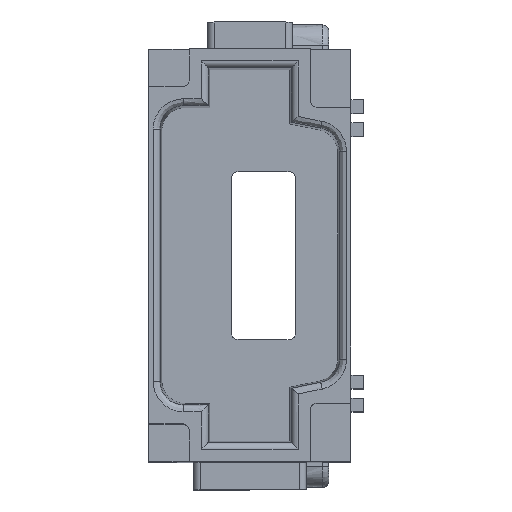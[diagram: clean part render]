
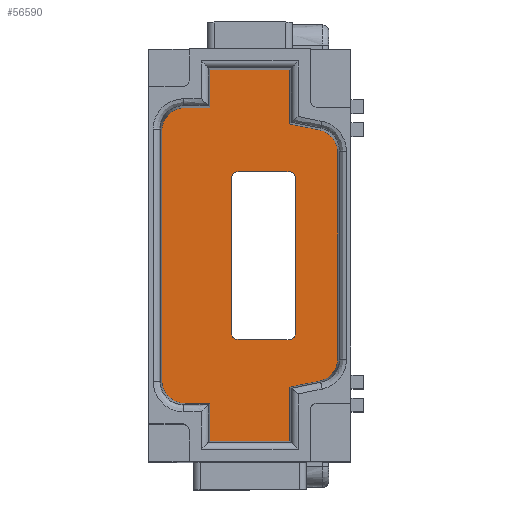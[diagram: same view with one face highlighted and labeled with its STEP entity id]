
A CAD part, top view. The second image highlights one B-rep face of the part: STEP entity #56590.
In plain terms, the highlighted face is planar.
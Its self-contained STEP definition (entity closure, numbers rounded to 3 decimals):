
#60=CARTESIAN_POINT('',(51.548,58.257,
-11.4));
#70=DIRECTION('',(0.,1.,0.));
#80=DIRECTION('',(0.,0.,1.));
#90=AXIS2_PLACEMENT_3D('',#60,#70,#80);
#100=CIRCLE('',#90,0.5);
#110=CARTESIAN_POINT('',(51.548,58.257,
-10.9));
#120=VERTEX_POINT('',#110);
#130=CARTESIAN_POINT('',(52.048,58.257,
-11.4));
#140=VERTEX_POINT('',#130);
#150=EDGE_CURVE('',#120,#140,#100,.T.);
#12520=CARTESIAN_POINT('',(52.048,58.257,
-22.6));
#12530=VERTEX_POINT('',#12520);
#12560=CARTESIAN_POINT('',(51.548,58.257,
-22.6));
#12570=DIRECTION('',(0.,-1.,0.));
#12580=DIRECTION('',(-0.,0.,-1.));
#12590=AXIS2_PLACEMENT_3D('',#12560,#12570,#12580);
#12600=CIRCLE('',#12590,0.5);
#12610=CARTESIAN_POINT('',(51.548,58.257,
-23.1));
#12620=VERTEX_POINT('',#12610);
#12630=EDGE_CURVE('',#12620,#12530,#12600,.T.);
#18970=CARTESIAN_POINT('',(42.298,58.257,-26.05)
);
#18980=VERTEX_POINT('',#18970);
#19010=CARTESIAN_POINT('',(43.998,58.257,
-26.05));
#19020=DIRECTION('',(0.,1.,0.));
#19030=DIRECTION('',(-0.707,0.,
-0.707));
#19040=AXIS2_PLACEMENT_3D('',#19010,#19020,#19030);
#19050=ELLIPSE('',#19040,1.7,1.7);
#19060=CARTESIAN_POINT('',(43.998,58.257,
-27.75));
#19070=VERTEX_POINT('',#19060);
#19080=EDGE_CURVE('',#19070,#18980,#19050,.T.);
#38270=CARTESIAN_POINT('',(43.998,58.257,
-6.25));
#38280=VERTEX_POINT('',#38270);
#38310=CARTESIAN_POINT('',(43.998,58.257,
-7.95));
#38320=DIRECTION('',(0.,1.,0.));
#38330=DIRECTION('',(-0.707,0.,
0.707));
#38340=AXIS2_PLACEMENT_3D('',#38310,#38320,#38330);
#38350=ELLIPSE('',#38340,1.7,1.7);
#38360=CARTESIAN_POINT('',(42.298,58.257,-7.95)
);
#38370=VERTEX_POINT('',#38360);
#38380=EDGE_CURVE('',#38370,#38280,#38350,.T.);
#50450=CARTESIAN_POINT('',(53.737,58.257,
-26.135));
#50460=VERTEX_POINT('',#50450);
#50510=CARTESIAN_POINT('',(53.398,58.257,
-24.469));
#50520=DIRECTION('',(0.,1.,0.));
#50530=DIRECTION('',(-0.774,0.,
0.633));
#50540=AXIS2_PLACEMENT_3D('',#50510,#50520,#50530);
#50550=ELLIPSE('',#50540,1.7,1.7);
#50560=CARTESIAN_POINT('',(55.098,58.257,-24.469)
);
#50570=VERTEX_POINT('',#50560);
#50580=EDGE_CURVE('',#50570,#50460,#50550,.T.);
#55040=CARTESIAN_POINT('',(48.698,58.257,
-17.));
#55050=DIRECTION('',(0.,1.,0.));
#55060=DIRECTION('',(-1.,0.,0.));
#55070=AXIS2_PLACEMENT_3D('',#55040,#55050,#55060);
#55080=PLANE('',#55070);
#55090=CARTESIAN_POINT('',(47.848,58.257,
-22.6));
#55100=DIRECTION('',(0.,1.,0.));
#55110=DIRECTION('',(0.,0.,1.));
#55120=AXIS2_PLACEMENT_3D('',#55090,#55100,#55110);
#55130=CIRCLE('',#55120,0.5);
#55140=CARTESIAN_POINT('',(47.848,58.257,
-23.1));
#55150=VERTEX_POINT('',#55140);
#55160=CARTESIAN_POINT('',(47.348,58.257,
-22.6));
#55170=VERTEX_POINT('',#55160);
#55180=EDGE_CURVE('',#55150,#55170,#55130,.T.);
#55190=ORIENTED_EDGE('',*,*,#55180,.T.);
#55200=CARTESIAN_POINT('',(27.154,58.257,
-23.1));
#55210=DIRECTION('',(-1.,0.,0.));
#55220=VECTOR('',#55210,1.);
#55230=LINE('',#55200,#55220);
#55240=EDGE_CURVE('',#12620,#55150,#55230,.T.);
#55250=ORIENTED_EDGE('',*,*,#55240,.T.);
#55260=ORIENTED_EDGE('',*,*,#12630,.F.);
#55270=CARTESIAN_POINT('',(52.048,58.257,
-4.559));
#55280=DIRECTION('',(0.,0.,-1.));
#55290=VECTOR('',#55280,1.);
#55300=LINE('',#55270,#55290);
#55310=EDGE_CURVE('',#140,#12530,#55300,.T.);
#55320=ORIENTED_EDGE('',*,*,#55310,.T.);
#55330=ORIENTED_EDGE('',*,*,#150,.T.);
#55340=CARTESIAN_POINT('',(27.154,58.257,
-10.9));
#55350=DIRECTION('',(1.,0.,0.));
#55360=VECTOR('',#55350,1.);
#55370=LINE('',#55340,#55360);
#55380=CARTESIAN_POINT('',(47.848,58.257,
-10.9));
#55390=VERTEX_POINT('',#55380);
#55400=EDGE_CURVE('',#55390,#120,#55370,.T.);
#55410=ORIENTED_EDGE('',*,*,#55400,.T.);
#55420=CARTESIAN_POINT('',(47.848,58.257,
-11.4));
#55430=DIRECTION('',(0.,-1.,0.));
#55440=DIRECTION('',(-0.,0.,-1.));
#55450=AXIS2_PLACEMENT_3D('',#55420,#55430,#55440);
#55460=CIRCLE('',#55450,0.5);
#55470=CARTESIAN_POINT('',(47.348,58.257,
-11.4));
#55480=VERTEX_POINT('',#55470);
#55490=EDGE_CURVE('',#55390,#55480,#55460,.T.);
#55500=ORIENTED_EDGE('',*,*,#55490,.F.);
#55510=CARTESIAN_POINT('',(47.348,58.257,
-4.559));
#55520=DIRECTION('',(0.,0.,1.));
#55530=VECTOR('',#55520,1.);
#55540=LINE('',#55510,#55530);
#55550=EDGE_CURVE('',#55170,#55480,#55540,.T.);
#55560=ORIENTED_EDGE('',*,*,#55550,.T.);
#55570=EDGE_LOOP('',(#55560,#55500,#55410,#55330,#55320,#55260,#55250,
#55190));
#55580=FACE_BOUND('',#55570,.T.);
#55590=CARTESIAN_POINT('',(51.598,58.257,-4.559)
);
#55600=DIRECTION('',(0.,0.,1.));
#55610=VECTOR('',#55600,1.);
#55620=LINE('',#55590,#55610);
#55630=CARTESIAN_POINT('',(51.598,58.257,-30.5)
);
#55640=VERTEX_POINT('',#55630);
#55650=CARTESIAN_POINT('',(51.598,58.257,-26.57)
);
#55660=VERTEX_POINT('',#55650);
#55670=EDGE_CURVE('',#55640,#55660,#55620,.T.);
#55680=ORIENTED_EDGE('',*,*,#55670,.T.);
#55690=CARTESIAN_POINT('',(27.154,58.257,
-30.5));
#55700=DIRECTION('',(1.,0.,0.));
#55710=VECTOR('',#55700,1.);
#55720=LINE('',#55690,#55710);
#55730=CARTESIAN_POINT('',(45.798,58.257,-30.5)
);
#55740=VERTEX_POINT('',#55730);
#55750=EDGE_CURVE('',#55740,#55640,#55720,.T.);
#55760=ORIENTED_EDGE('',*,*,#55750,.T.);
#55770=CARTESIAN_POINT('',(45.798,58.257,-4.559)
);
#55780=DIRECTION('',(0.,0.,-1.));
#55790=VECTOR('',#55780,1.);
#55800=LINE('',#55770,#55790);
#55810=CARTESIAN_POINT('',(45.798,58.257,-27.75)
);
#55820=VERTEX_POINT('',#55810);
#55830=EDGE_CURVE('',#55820,#55740,#55800,.T.);
#55840=ORIENTED_EDGE('',*,*,#55830,.T.);
#55850=CARTESIAN_POINT('',(27.154,58.257,
-27.75));
#55860=DIRECTION('',(1.,0.,0.));
#55870=VECTOR('',#55860,1.);
#55880=LINE('',#55850,#55870);
#55890=EDGE_CURVE('',#19070,#55820,#55880,.T.);
#55900=ORIENTED_EDGE('',*,*,#55890,.T.);
#55910=ORIENTED_EDGE('',*,*,#19080,.F.);
#55920=CARTESIAN_POINT('',(42.298,58.257,-4.559)
);
#55930=DIRECTION('',(0.,0.,-1.));
#55940=VECTOR('',#55930,1.);
#55950=LINE('',#55920,#55940);
#55960=EDGE_CURVE('',#38370,#18980,#55950,.T.);
#55970=ORIENTED_EDGE('',*,*,#55960,.T.);
#55980=ORIENTED_EDGE('',*,*,#38380,.F.);
#55990=CARTESIAN_POINT('',(27.154,58.257,
-6.25));
#56000=DIRECTION('',(-1.,0.,0.));
#56010=VECTOR('',#56000,1.);
#56020=LINE('',#55990,#56010);
#56030=CARTESIAN_POINT('',(45.798,58.257,
-6.25));
#56040=VERTEX_POINT('',#56030);
#56050=EDGE_CURVE('',#56040,#38280,#56020,.T.);
#56060=ORIENTED_EDGE('',*,*,#56050,.T.);
#56070=CARTESIAN_POINT('',(45.798,58.257,
-17.));
#56080=DIRECTION('',(0.,0.,-1.));
#56090=VECTOR('',#56080,1.);
#56100=LINE('',#56070,#56090);
#56110=CARTESIAN_POINT('',(45.798,58.257,
-3.5));
#56120=VERTEX_POINT('',#56110);
#56130=EDGE_CURVE('',#56120,#56040,#56100,.T.);
#56140=ORIENTED_EDGE('',*,*,#56130,.T.);
#56150=CARTESIAN_POINT('',(27.154,58.257,
-3.5));
#56160=DIRECTION('',(-1.,0.,0.));
#56170=VECTOR('',#56160,1.);
#56180=LINE('',#56150,#56170);
#56190=CARTESIAN_POINT('',(51.598,58.257,-3.5))
;
#56200=VERTEX_POINT('',#56190);
#56210=EDGE_CURVE('',#56200,#56120,#56180,.T.);
#56220=ORIENTED_EDGE('',*,*,#56210,.T.);
#56230=CARTESIAN_POINT('',(51.598,58.257,-7.43)
);
#56240=VERTEX_POINT('',#56230);
#56250=EDGE_CURVE('',#56240,#56200,#55620,.T.);
#56260=ORIENTED_EDGE('',*,*,#56250,.T.);
#56270=CARTESIAN_POINT('',(27.154,58.257,
-2.457));
#56280=DIRECTION('',(-0.98,0.,
0.199));
#56290=VECTOR('',#56280,1.);
#56300=LINE('',#56270,#56290);
#56310=CARTESIAN_POINT('',(53.737,58.257,
-7.865));
#56320=VERTEX_POINT('',#56310);
#56330=EDGE_CURVE('',#56320,#56240,#56300,.T.);
#56340=ORIENTED_EDGE('',*,*,#56330,.T.);
#56350=CARTESIAN_POINT('',(53.398,58.257,
-9.531));
#56360=DIRECTION('',(0.,1.,0.));
#56370=DIRECTION('',(-0.774,0.,
-0.633));
#56380=AXIS2_PLACEMENT_3D('',#56350,#56360,#56370);
#56390=ELLIPSE('',#56380,1.7,1.7);
#56400=CARTESIAN_POINT('',(55.098,58.257,-9.531))
;
#56410=VERTEX_POINT('',#56400);
#56420=EDGE_CURVE('',#56320,#56410,#56390,.T.);
#56430=ORIENTED_EDGE('',*,*,#56420,.F.);
#56440=CARTESIAN_POINT('',(55.098,58.257,-4.559)
);
#56450=DIRECTION('',(0.,0.,1.));
#56460=VECTOR('',#56450,1.);
#56470=LINE('',#56440,#56460);
#56480=EDGE_CURVE('',#50570,#56410,#56470,.T.);
#56490=ORIENTED_EDGE('',*,*,#56480,.T.);
#56500=ORIENTED_EDGE('',*,*,#50580,.F.);
#56510=CARTESIAN_POINT('',(27.154,58.257,-31.543))
;
#56520=DIRECTION('',(0.98,0.,
0.199));
#56530=VECTOR('',#56520,1.);
#56540=LINE('',#56510,#56530);
#56550=EDGE_CURVE('',#55660,#50460,#56540,.T.);
#56560=ORIENTED_EDGE('',*,*,#56550,.T.);
#56570=EDGE_LOOP('',(#56560,#56500,#56490,#56430,#56340,#56260,#56220,
#56140,#56060,#55980,#55970,#55910,#55900,#55840,#55760,#55680));
#56580=FACE_OUTER_BOUND('',#56570,.T.);
#56590=ADVANCED_FACE('',(#55580,#56580),#55080,.F.);
